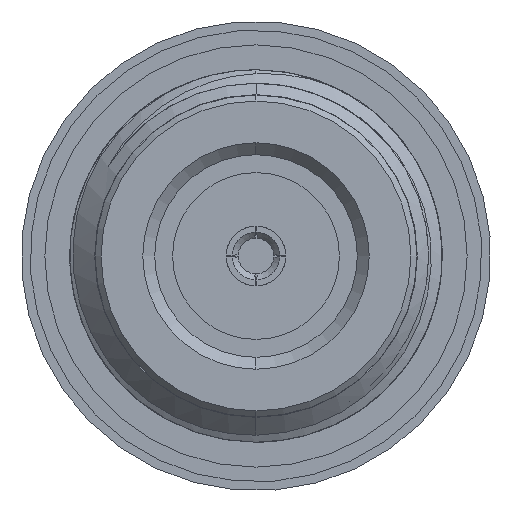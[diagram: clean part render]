
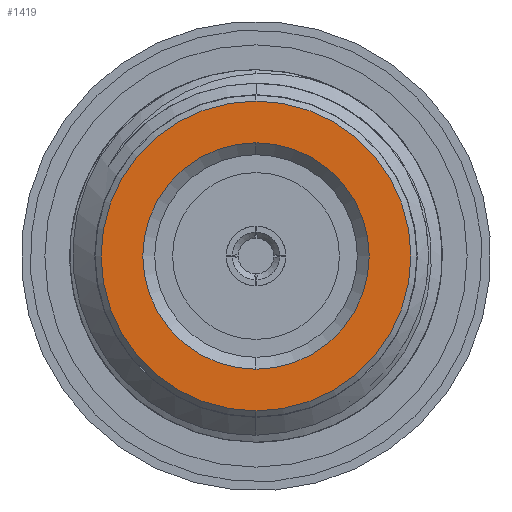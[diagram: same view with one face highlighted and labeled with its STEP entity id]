
A CAD part, left-side view. The second image highlights one B-rep face of the part: STEP entity #1419.
In plain terms, the highlighted planar face has unit normal (-1, 0, 0).
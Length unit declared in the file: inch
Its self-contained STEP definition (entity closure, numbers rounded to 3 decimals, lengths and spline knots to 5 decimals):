
#47 = CARTESIAN_POINT ( 'NONE',  ( 0., 0., -0.26 ) ) ;
#229 = EDGE_LOOP ( 'NONE', ( #4957, #6417 ) ) ;
#486 = CARTESIAN_POINT ( 'NONE',  ( 0., 0., 0.26 ) ) ;
#497 = DIRECTION ( 'NONE',  ( -1., 0., 0. ) ) ;
#722 = DIRECTION ( 'NONE',  ( 0., 0., 1. ) ) ;
#911 = EDGE_LOOP ( 'NONE', ( #6127, #3601 ) ) ;
#1042 = DIRECTION ( 'NONE',  ( 0., 0., 1. ) ) ;
#1162 = EDGE_CURVE ( 'NONE', #4408, #4058, #3733, .T. ) ;
#1195 = AXIS2_PLACEMENT_3D ( 'NONE', #4551, #5547, #3343 ) ;
#1211 = EDGE_CURVE ( 'NONE', #5064, #6236, #6826, .T. ) ;
#1239 = DIRECTION ( 'NONE',  ( 0., 0., 1. ) ) ;
#1419 = ADVANCED_FACE ( 'NONE', ( #4636, #1531 ), #6753, .T. ) ;
#1531 = FACE_BOUND ( 'NONE', #229, .T. ) ;
#1644 = CARTESIAN_POINT ( 'NONE',  ( 0., 0., -0.19 ) ) ;
#1835 = CIRCLE ( 'NONE', #4154, 0.19 ) ;
#2166 = DIRECTION ( 'NONE',  ( -1., 0., 0. ) ) ;
#2686 = AXIS2_PLACEMENT_3D ( 'NONE', #6457, #2166, #1239 ) ;
#3343 = DIRECTION ( 'NONE',  ( 0., 0., 1. ) ) ;
#3353 = EDGE_CURVE ( 'NONE', #4058, #4408, #1835, .T. ) ;
#3369 = DIRECTION ( 'NONE',  ( 1., 0., 0. ) ) ;
#3601 = ORIENTED_EDGE ( 'NONE', *, *, #1211, .T. ) ;
#3733 = CIRCLE ( 'NONE', #1195, 0.19 ) ;
#3991 = DIRECTION ( 'NONE',  ( 0., 0., 1. ) ) ;
#4058 = VERTEX_POINT ( 'NONE', #1644 ) ;
#4154 = AXIS2_PLACEMENT_3D ( 'NONE', #5571, #3369, #3991 ) ;
#4408 = VERTEX_POINT ( 'NONE', #6794 ) ;
#4551 = CARTESIAN_POINT ( 'NONE',  ( 0., 0., 0. ) ) ;
#4636 = FACE_OUTER_BOUND ( 'NONE', #911, .T. ) ;
#4665 = CARTESIAN_POINT ( 'NONE',  ( 0., 0., 0. ) ) ;
#4957 = ORIENTED_EDGE ( 'NONE', *, *, #1162, .T. ) ;
#5040 = CARTESIAN_POINT ( 'NONE',  ( 0., 0., 0. ) ) ;
#5053 = AXIS2_PLACEMENT_3D ( 'NONE', #5040, #5453, #722 ) ;
#5064 = VERTEX_POINT ( 'NONE', #486 ) ;
#5453 = DIRECTION ( 'NONE',  ( -1., 0., 0. ) ) ;
#5547 = DIRECTION ( 'NONE',  ( 1., 0., 0. ) ) ;
#5571 = CARTESIAN_POINT ( 'NONE',  ( 0., 0., 0. ) ) ;
#5670 = CIRCLE ( 'NONE', #2686, 0.26 ) ;
#5879 = AXIS2_PLACEMENT_3D ( 'NONE', #4665, #497, #1042 ) ;
#6127 = ORIENTED_EDGE ( 'NONE', *, *, #6368, .T. ) ;
#6236 = VERTEX_POINT ( 'NONE', #47 ) ;
#6368 = EDGE_CURVE ( 'NONE', #6236, #5064, #5670, .T. ) ;
#6417 = ORIENTED_EDGE ( 'NONE', *, *, #3353, .T. ) ;
#6457 = CARTESIAN_POINT ( 'NONE',  ( 0., 0., 0. ) ) ;
#6753 = PLANE ( 'NONE',  #5879 ) ;
#6794 = CARTESIAN_POINT ( 'NONE',  ( 0., 0., 0.19 ) ) ;
#6826 = CIRCLE ( 'NONE', #5053, 0.26 ) ;
